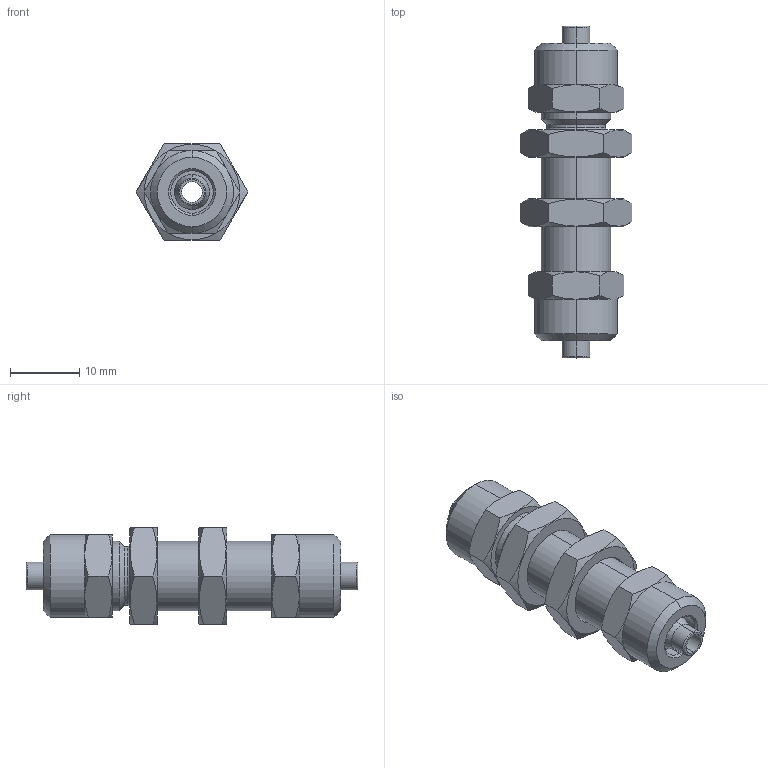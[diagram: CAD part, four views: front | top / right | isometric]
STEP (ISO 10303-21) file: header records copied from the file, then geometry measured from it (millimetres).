
FILE_DESCRIPTION(( 'MC.15.06.06.STEP' ), '1');
FILE_NAME( 'MC.15.06.06.STEP', '2018-09-27T17:28:32',( 'Sopra'),('sopra-pneumatic.com'), 'SwSTEP 2.0','SolidWorks 2009','' );
FILE_SCHEMA (( 'CONFIG_CONTROL_DESIGN' ));
Length unit declared in the file: millimetre
Products named in the file (1): 02050030
Bounding box: 16.17 x 48 x 14 mm (x, y, z)
Volume: 4519.3 mm3; surface area: 3135.1 mm2
Topology: 2 solids, 2 shells, 110 faces, 248 edges, 150 vertices
Faces by surface type: cone 42, plane 36, cylinder 26, torus 6
Entity records: 3467 total; most frequent: CARTESIAN_POINT 997, ORIENTED_EDGE 496, DIRECTION 494, EDGE_CURVE 248, AXIS2_PLACEMENT_3D 207, VERTEX_POINT 150, EDGE_LOOP 122, ADVANCED_FACE 110
